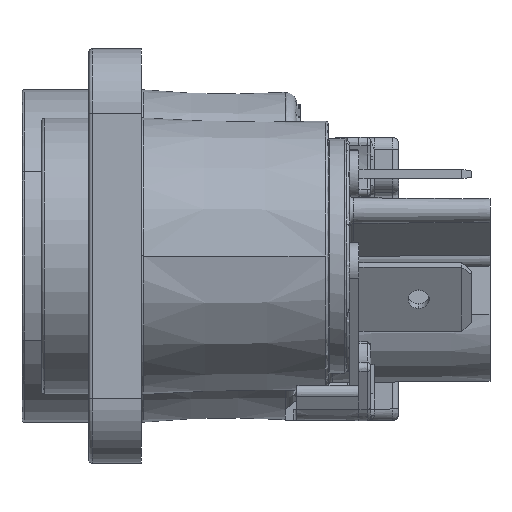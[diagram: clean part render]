
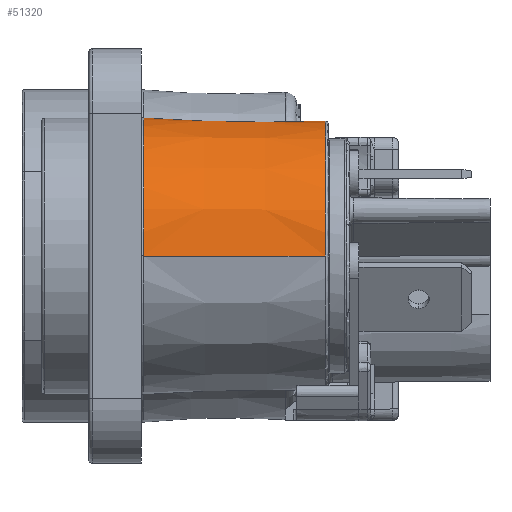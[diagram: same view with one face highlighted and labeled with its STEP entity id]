
A CAD part, left-side view. The second image highlights one B-rep face of the part: STEP entity #51320.
In plain terms, the highlighted conical face has half-angle 1 degrees and reference radius 11.661 mm.
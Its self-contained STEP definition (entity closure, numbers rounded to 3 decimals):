
#14482=DIRECTION('',(0.017,-1.,0.));
#14483=VECTOR('',#14482,15.511);
#14484=CARTESIAN_POINT('',(-11.797,-0.197,
0.));
#14485=LINE('',#14484,#14483);
#14510=DIRECTION('',(-0.017,-1.,
0.));
#14511=VECTOR('',#14510,15.511);
#14512=CARTESIAN_POINT('',(11.797,-0.197,
0.));
#14513=LINE('',#14512,#14511);
#14514=CARTESIAN_POINT('',(0.,-0.197,0.));
#14515=DIRECTION('',(0.,-1.,0.));
#14516=DIRECTION('',(1.,0.,0.));
#14517=AXIS2_PLACEMENT_3D('',#14514,#14515,#14516);
#14519=CARTESIAN_POINT('',(0.,-15.705,0.));
#14520=DIRECTION('',(0.,-1.,0.));
#14521=DIRECTION('',(1.,0.,0.));
#14522=AXIS2_PLACEMENT_3D('',#14519,#14520,#14521);
#27789=CARTESIAN_POINT('',(11.526,-15.705,0.));
#27791=VERTEX_POINT('',#27789);
#27792=CARTESIAN_POINT('',(-11.526,-15.705,0.));
#27793=VERTEX_POINT('',#27792);
#27844=CARTESIAN_POINT('',(11.797,-0.197,0.));
#27845=CARTESIAN_POINT('',(-11.797,-0.197,0.));
#27846=VERTEX_POINT('',#27844);
#27847=VERTEX_POINT('',#27845);
#51308=CARTESIAN_POINT('',(0.,-7.951,0.));
#51309=DIRECTION('',(0.,1.,0.));
#51310=DIRECTION('',(1.,0.,0.));
#51311=AXIS2_PLACEMENT_3D('',#51308,#51309,#51310);
#51312=CONICAL_SURFACE('',#51311,11.661,1.);
#51313=ORIENTED_EDGE('',*,*,#51265,.F.);
#51314=ORIENTED_EDGE('',*,*,#51303,.T.);
#51316=ORIENTED_EDGE('',*,*,#51315,.T.);
#51317=ORIENTED_EDGE('',*,*,#51291,.F.);
#51318=EDGE_LOOP('',(#51313,#51314,#51316,#51317));
#51319=FACE_OUTER_BOUND('',#51318,.F.);
#14518=CIRCLE('',#14517,11.797);
#14523=CIRCLE('',#14522,11.526);
#51265=EDGE_CURVE('',#27846,#27847,#14518,.T.);
#51291=EDGE_CURVE('',#27847,#27793,#14485,.T.);
#51303=EDGE_CURVE('',#27846,#27791,#14513,.T.);
#51315=EDGE_CURVE('',#27791,#27793,#14523,.T.);
#51320=ADVANCED_FACE('',(#51319),#51312,.T.);
